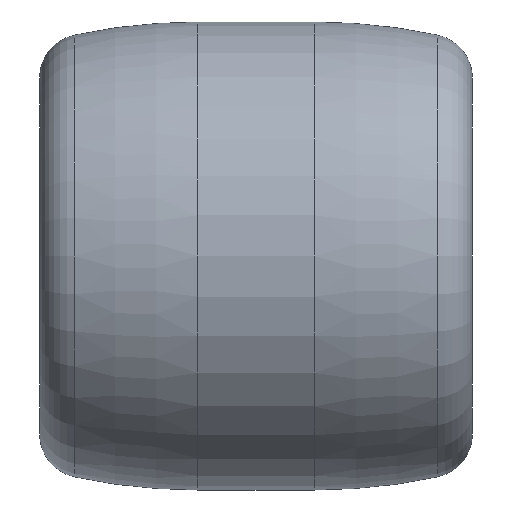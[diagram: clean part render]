
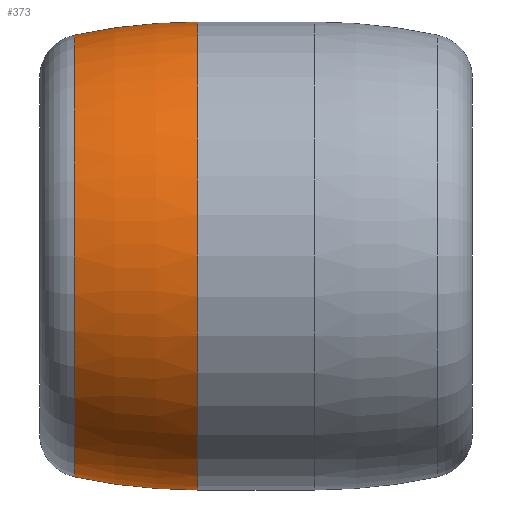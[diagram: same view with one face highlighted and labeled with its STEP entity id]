
A CAD part, front view. The second image highlights one B-rep face of the part: STEP entity #373.
In plain terms, the highlighted toroidal (fillet/blend) face has major radius 60 mm and minor radius 100 mm.
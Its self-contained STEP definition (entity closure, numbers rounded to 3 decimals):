
#5 = CARTESIAN_POINT ( 'NONE',  ( -10., 0., 0. ) ) ;
#320 = DIRECTION ( 'NONE',  ( 0., 0., 1. ) ) ;
#373 = ADVANCED_FACE ( 'NONE', ( #4936 ), #4643, .T. ) ;
#654 = CARTESIAN_POINT ( 'NONE',  ( -10., 0., 40. ) ) ;
#758 = EDGE_CURVE ( 'NONE', #1861, #2240, #4670, .T. ) ;
#1000 = CARTESIAN_POINT ( 'NONE',  ( -10., 0., 60. ) ) ;
#1255 = AXIS2_PLACEMENT_3D ( 'NONE', #5, #1573, #3105 ) ;
#1421 = CARTESIAN_POINT ( 'NONE',  ( -31.081, 0., 0. ) ) ;
#1573 = DIRECTION ( 'NONE',  ( -1., 0., 0. ) ) ;
#1628 = DIRECTION ( 'NONE',  ( 0., -1., 0. ) ) ;
#1656 = EDGE_CURVE ( 'NONE', #4648, #1861, #4703, .T. ) ;
#1677 = VERTEX_POINT ( 'NONE', #4325 ) ;
#1861 = VERTEX_POINT ( 'NONE', #2641 ) ;
#2073 = EDGE_CURVE ( 'NONE', #1677, #2240, #3217, .T. ) ;
#2161 = DIRECTION ( 'NONE',  ( 0., 1., 0. ) ) ;
#2240 = VERTEX_POINT ( 'NONE', #2515 ) ;
#2276 = ORIENTED_EDGE ( 'NONE', *, *, #2073, .F. ) ;
#2277 = ORIENTED_EDGE ( 'NONE', *, *, #758, .T. ) ;
#2390 = ORIENTED_EDGE ( 'NONE', *, *, #2921, .T. ) ;
#2507 = AXIS2_PLACEMENT_3D ( 'NONE', #1000, #2161, #3701 ) ;
#2515 = CARTESIAN_POINT ( 'NONE',  ( -31.081, 0., -37.753 ) ) ;
#2641 = CARTESIAN_POINT ( 'NONE',  ( -31.081, 0., 37.753 ) ) ;
#2798 = DIRECTION ( 'NONE',  ( 0., 0., -1. ) ) ;
#2921 = EDGE_CURVE ( 'NONE', #1677, #4648, #3100, .T. ) ;
#2961 = DIRECTION ( 'NONE',  ( 1., 0., 0. ) ) ;
#3100 = CIRCLE ( 'NONE', #4555, 40. ) ;
#3105 = DIRECTION ( 'NONE',  ( 0., 0., 1. ) ) ;
#3146 = CARTESIAN_POINT ( 'NONE',  ( -10., 0., -60. ) ) ;
#3217 = CIRCLE ( 'NONE', #2507, 100. ) ;
#3701 = DIRECTION ( 'NONE',  ( 0., 0., 1. ) ) ;
#3727 = EDGE_LOOP ( 'NONE', ( #2276, #2390, #4461, #2277 ) ) ;
#3798 = DIRECTION ( 'NONE',  ( -1., 0., 0. ) ) ;
#3857 = CARTESIAN_POINT ( 'NONE',  ( -10., 0., 0. ) ) ;
#4144 = AXIS2_PLACEMENT_3D ( 'NONE', #3146, #1628, #2798 ) ;
#4325 = CARTESIAN_POINT ( 'NONE',  ( -10., 0., -40. ) ) ;
#4461 = ORIENTED_EDGE ( 'NONE', *, *, #1656, .T. ) ;
#4499 = DIRECTION ( 'NONE',  ( 0., 0., -1. ) ) ;
#4555 = AXIS2_PLACEMENT_3D ( 'NONE', #3857, #3798, #320 ) ;
#4591 = AXIS2_PLACEMENT_3D ( 'NONE', #1421, #2961, #4499 ) ;
#4643 = TOROIDAL_SURFACE ( 'NONE', #1255, -60., 100. ) ;
#4648 = VERTEX_POINT ( 'NONE', #654 ) ;
#4670 = CIRCLE ( 'NONE', #4591, 37.753 ) ;
#4703 = CIRCLE ( 'NONE', #4144, 100. ) ;
#4936 = FACE_OUTER_BOUND ( 'NONE', #3727, .T. ) ;
